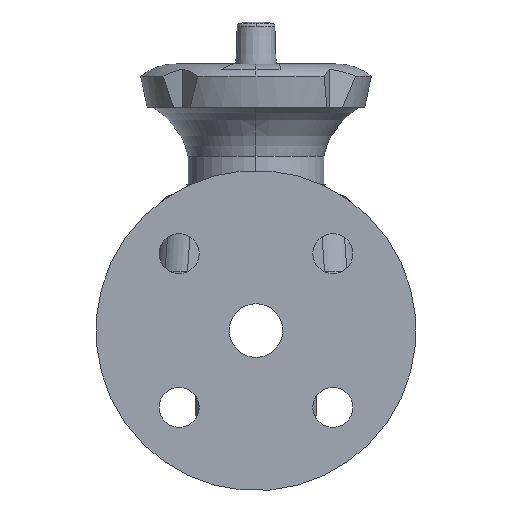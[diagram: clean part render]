
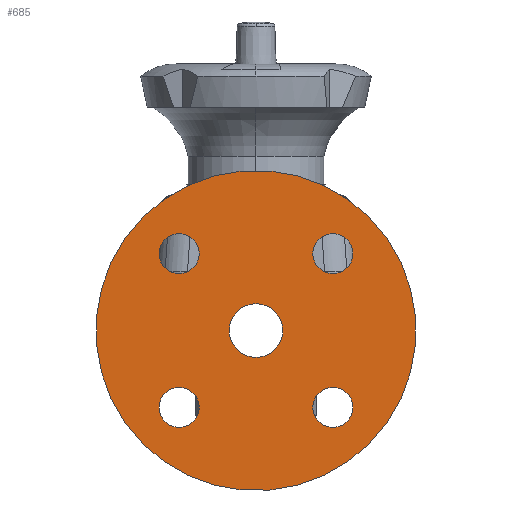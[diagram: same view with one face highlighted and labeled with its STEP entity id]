
A CAD part, left-side view. The second image highlights one B-rep face of the part: STEP entity #685.
In plain terms, the highlighted planar face has unit normal (-1, 0, 0).
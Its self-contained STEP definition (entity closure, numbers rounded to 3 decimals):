
#685=ADVANCED_FACE('',(#1367,#1368,#1369,#1370,#1371,#1372),#1373,.T.);
#1367=FACE_OUTER_BOUND('',#3238,.T.);
#1368=FACE_BOUND('',#3239,.T.);
#1369=FACE_BOUND('',#3240,.T.);
#1370=FACE_BOUND('',#3241,.T.);
#1371=FACE_BOUND('',#3242,.T.);
#1372=FACE_BOUND('',#3243,.T.);
#1373=PLANE('',#3244);
#3238=EDGE_LOOP('',(#5001,#5002));
#3239=EDGE_LOOP('',(#5003,#5004));
#3240=EDGE_LOOP('',(#5005,#5006));
#3241=EDGE_LOOP('',(#5007,#5008));
#3242=EDGE_LOOP('',(#5009,#5010));
#3243=EDGE_LOOP('',(#5011,#5012));
#3244=AXIS2_PLACEMENT_3D('',#5013,#5014,#5015);
#5001=ORIENTED_EDGE('',*,*,#5851,.T.);
#5002=ORIENTED_EDGE('',*,*,#5906,.T.);
#5003=ORIENTED_EDGE('',*,*,#5889,.T.);
#5004=ORIENTED_EDGE('',*,*,#5876,.T.);
#5005=ORIENTED_EDGE('',*,*,#5892,.T.);
#5006=ORIENTED_EDGE('',*,*,#5871,.T.);
#5007=ORIENTED_EDGE('',*,*,#5895,.T.);
#5008=ORIENTED_EDGE('',*,*,#5866,.T.);
#5009=ORIENTED_EDGE('',*,*,#5898,.T.);
#5010=ORIENTED_EDGE('',*,*,#5861,.T.);
#5011=ORIENTED_EDGE('',*,*,#5844,.F.);
#5012=ORIENTED_EDGE('',*,*,#5908,.F.);
#5013=CARTESIAN_POINT('',(-75.0,-6.576,-6.576));
#5014=DIRECTION('',(-1.0,0.,0.));
#5015=DIRECTION('',(0.,-0.707,0.707));
#5844=EDGE_CURVE('',#6899,#6902,#6903,.T.);
#5851=EDGE_CURVE('',#6909,#6913,#6915,.T.);
#5861=EDGE_CURVE('',#6927,#6931,#6933,.T.);
#5866=EDGE_CURVE('',#6936,#6940,#6942,.T.);
#5871=EDGE_CURVE('',#6945,#6949,#6951,.T.);
#5876=EDGE_CURVE('',#6954,#6958,#6960,.T.);
#5889=EDGE_CURVE('',#6958,#6954,#6978,.T.);
#5892=EDGE_CURVE('',#6949,#6945,#6981,.T.);
#5895=EDGE_CURVE('',#6940,#6936,#6984,.T.);
#5898=EDGE_CURVE('',#6931,#6927,#6987,.T.);
#5906=EDGE_CURVE('',#6913,#6909,#6995,.T.);
#5908=EDGE_CURVE('',#6902,#6899,#6997,.T.);
#6899=VERTEX_POINT('',#8827);
#6902=VERTEX_POINT('',#8831);
#6903=CIRCLE('',#8832,9.3);
#6909=VERTEX_POINT('',#8839);
#6913=VERTEX_POINT('',#8844);
#6915=CIRCLE('',#8847,55.55);
#6927=VERTEX_POINT('',#8861);
#6931=VERTEX_POINT('',#8866);
#6933=CIRCLE('',#8869,6.95);
#6936=VERTEX_POINT('',#8872);
#6940=VERTEX_POINT('',#8877);
#6942=CIRCLE('',#8880,6.95);
#6945=VERTEX_POINT('',#8883);
#6949=VERTEX_POINT('',#8888);
#6951=CIRCLE('',#8891,6.95);
#6954=VERTEX_POINT('',#8894);
#6958=VERTEX_POINT('',#8899);
#6960=CIRCLE('',#8902,6.95);
#6978=CIRCLE('',#8922,6.95);
#6981=CIRCLE('',#8925,6.95);
#6984=CIRCLE('',#8928,6.95);
#6987=CIRCLE('',#8931,6.95);
#6995=CIRCLE('',#8939,55.55);
#6997=CIRCLE('',#8941,9.3);
#8827=CARTESIAN_POINT('',(-75.0,-6.576,-6.576));
#8831=CARTESIAN_POINT('',(-75.0,6.576,6.576));
#8832=AXIS2_PLACEMENT_3D('',#9838,#9839,#9840);
#8839=CARTESIAN_POINT('',(-75.0,-39.28,-39.28));
#8844=CARTESIAN_POINT('',(-75.0,39.28,39.28));
#8847=AXIS2_PLACEMENT_3D('',#9850,#9851,#9852);
#8861=CARTESIAN_POINT('',(-75.0,31.608,-31.608));
#8866=CARTESIAN_POINT('',(-75.0,21.779,-21.779));
#8869=AXIS2_PLACEMENT_3D('',#9866,#9867,#9868);
#8872=CARTESIAN_POINT('',(-75.0,-31.608,-31.608));
#8877=CARTESIAN_POINT('',(-75.0,-21.779,-21.779));
#8880=AXIS2_PLACEMENT_3D('',#9874,#9875,#9876);
#8883=CARTESIAN_POINT('',(-75.0,-31.608,31.608));
#8888=CARTESIAN_POINT('',(-75.0,-21.779,21.779));
#8891=AXIS2_PLACEMENT_3D('',#9882,#9883,#9884);
#8894=CARTESIAN_POINT('',(-75.0,31.608,31.608));
#8899=CARTESIAN_POINT('',(-75.0,21.779,21.779));
#8902=AXIS2_PLACEMENT_3D('',#9890,#9891,#9892);
#8922=AXIS2_PLACEMENT_3D('',#9913,#9914,#9915);
#8925=AXIS2_PLACEMENT_3D('',#9919,#9920,#9921);
#8928=AXIS2_PLACEMENT_3D('',#9925,#9926,#9927);
#8931=AXIS2_PLACEMENT_3D('',#9931,#9932,#9933);
#8939=AXIS2_PLACEMENT_3D('',#9946,#9947,#9948);
#8941=AXIS2_PLACEMENT_3D('',#9949,#9950,#9951);
#9838=CARTESIAN_POINT('',(-75.0,0.,0.));
#9839=DIRECTION('',(-1.0,0.,0.));
#9840=DIRECTION('',(0.,-0.707,0.707));
#9850=CARTESIAN_POINT('',(-75.0,0.,0.));
#9851=DIRECTION('',(-1.0,0.,0.));
#9852=DIRECTION('',(0.,-0.707,0.707));
#9866=CARTESIAN_POINT('',(-75.0,26.693,-26.693));
#9867=DIRECTION('',(1.0,0.,0.));
#9868=DIRECTION('',(0.,0.707,-0.707));
#9874=CARTESIAN_POINT('',(-75.0,-26.693,-26.693));
#9875=DIRECTION('',(1.0,0.,0.));
#9876=DIRECTION('',(0.,-0.707,-0.707));
#9882=CARTESIAN_POINT('',(-75.0,-26.693,26.693));
#9883=DIRECTION('',(1.0,0.,0.));
#9884=DIRECTION('',(0.,-0.707,0.707));
#9890=CARTESIAN_POINT('',(-75.0,26.693,26.693));
#9891=DIRECTION('',(1.0,0.,0.));
#9892=DIRECTION('',(0.,0.707,0.707));
#9913=CARTESIAN_POINT('',(-75.0,26.693,26.693));
#9914=DIRECTION('',(1.0,0.,0.));
#9915=DIRECTION('',(0.,0.707,0.707));
#9919=CARTESIAN_POINT('',(-75.0,-26.693,26.693));
#9920=DIRECTION('',(1.0,0.,0.));
#9921=DIRECTION('',(0.,-0.707,0.707));
#9925=CARTESIAN_POINT('',(-75.0,-26.693,-26.693));
#9926=DIRECTION('',(1.0,0.,0.));
#9927=DIRECTION('',(0.,-0.707,-0.707));
#9931=CARTESIAN_POINT('',(-75.0,26.693,-26.693));
#9932=DIRECTION('',(1.0,0.,0.));
#9933=DIRECTION('',(0.,0.707,-0.707));
#9946=CARTESIAN_POINT('',(-75.0,0.,0.));
#9947=DIRECTION('',(-1.0,0.,0.));
#9948=DIRECTION('',(0.,-0.707,0.707));
#9949=CARTESIAN_POINT('',(-75.0,0.,0.));
#9950=DIRECTION('',(-1.0,0.,0.));
#9951=DIRECTION('',(0.,-0.707,0.707));
